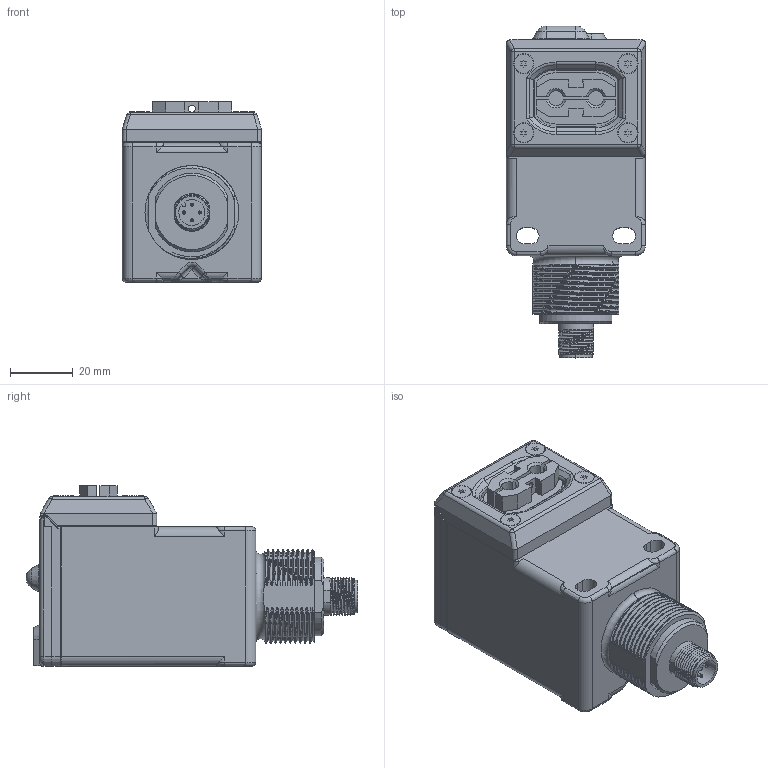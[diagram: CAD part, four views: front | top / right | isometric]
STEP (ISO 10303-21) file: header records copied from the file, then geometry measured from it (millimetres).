
FILE_DESCRIPTION((''),'2;1');
FILE_NAME('156712_SM01_ASM','2022-11-07T10:34:00',('PDMAdmin'),('BANNER ENGINEERING'),'CREO PARAMETRIC BY PTC INC, 2019292','CREO PARAMETRIC BY PTC INC, 2019292','');
FILE_SCHEMA(('CONFIG_CONTROL_DESIGN'));
Length unit declared in the file: millimetre
Products named in the file (2): 156712_EP01; 156712_SM01_ASM
Assembly tree (1 placements, depth 2):
  156712_SM01_ASM
    156712_EP01
Bounding box: 44.57 x 106.03 x 57.56 mm (x, y, z)
Volume: 158745.8 mm3; surface area: 28970.4 mm2
Topology: 1 solids, 1 shells, 851 faces, 2295 edges, 1454 vertices
Faces by surface type: plane 373, cylinder 226, bspline 149, cone 55, torus 35, sphere 13
Entity records: 38279 total; most frequent: CARTESIAN_POINT 18192, ORIENTED_EDGE 4574, DIRECTION 3586, EDGE_CURVE 2287, VERTEX_POINT 1454, VECTOR 1282, LINE 1282, AXIS2_PLACEMENT_3D 1152
